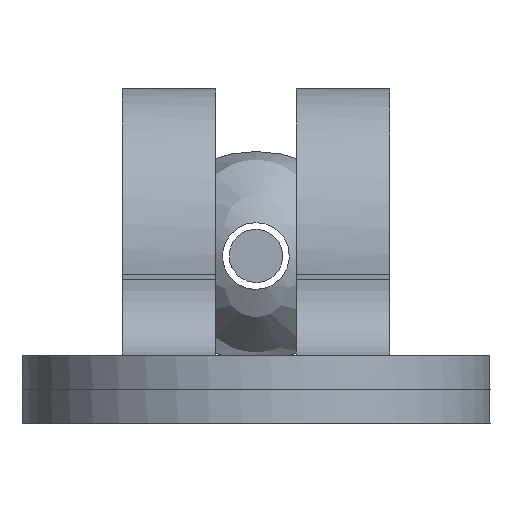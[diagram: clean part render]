
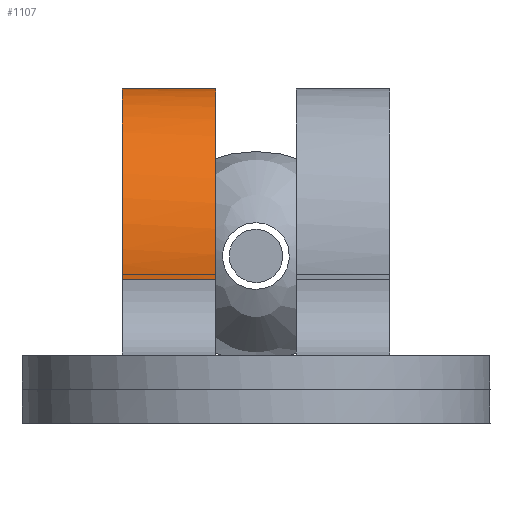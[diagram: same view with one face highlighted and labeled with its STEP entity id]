
A CAD part, left-side view. The second image highlights one B-rep face of the part: STEP entity #1107.
In plain terms, the highlighted free-form (B-spline) face has degree [1, 2] with [2, 7] control points.
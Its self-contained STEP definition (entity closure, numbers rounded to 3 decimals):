
#355=CARTESIAN_POINT('',(0.4,-0.6,-2.5));
#356=VERTEX_POINT('',#355);
#376=CARTESIAN_POINT('',(2.875,-0.6,-0.35));
#377=VERTEX_POINT('',#376);
#378=CARTESIAN_POINT('',(2.875,-0.6,-0.35));
#379=CARTESIAN_POINT('',(3.118,-0.6,1.368));
#380=CARTESIAN_POINT('',(1.594,-0.6,2.196));
#381=CARTESIAN_POINT('',(0.07,-0.6,3.025));
#382=CARTESIAN_POINT('',(-1.239,-0.6,1.887));
#383=CARTESIAN_POINT('',(-2.549,-0.6,0.75));
#384=CARTESIAN_POINT('',(-1.942,-0.6,-0.875));
#385=CARTESIAN_POINT('',(-1.335,-0.6,-2.5));
#386=CARTESIAN_POINT('',(0.4,-0.6,-2.5));
#394=(BOUNDED_CURVE()B_SPLINE_CURVE(2,(#378,#379,#380,#381,#382,#383,#384,#385,#386),.UNSPECIFIED.,.F.,.U.)B_SPLINE_CURVE_WITH_KNOTS((3,2,2,2,3),(0.0,0.25,0.5,0.75,1.0),.UNSPECIFIED.)CURVE()GEOMETRIC_REPRESENTATION_ITEM()RATIONAL_B_SPLINE_CURVE((1.0,0.822,1.0,0.822,1.0,0.822,1.0,0.822,1.0))REPRESENTATION_ITEM(''));
#395=EDGE_CURVE('',#377,#356,#394,.T.);
#565=CARTESIAN_POINT('',(2.875,-2.,-0.35));
#566=VERTEX_POINT('',#565);
#567=CARTESIAN_POINT('',(2.875,-0.6,-0.35));
#568=CARTESIAN_POINT('',(2.875,-2.,-0.35));
#569=QUASI_UNIFORM_CURVE('',1,(#567,#568),.UNSPECIFIED.,.F.,.U.);
#570=EDGE_CURVE('',#377,#566,#569,.T.);
#596=CARTESIAN_POINT('',(0.4,-2.,-2.5));
#597=VERTEX_POINT('',#596);
#598=CARTESIAN_POINT('',(0.4,-2.,-2.5));
#599=CARTESIAN_POINT('',(-1.335,-2.,-2.5));
#600=CARTESIAN_POINT('',(-1.942,-2.,-0.875));
#601=CARTESIAN_POINT('',(-2.549,-2.,0.75));
#602=CARTESIAN_POINT('',(-1.239,-2.,1.887));
#603=CARTESIAN_POINT('',(0.07,-2.,3.025));
#604=CARTESIAN_POINT('',(1.594,-2.,2.196));
#605=CARTESIAN_POINT('',(3.118,-2.,1.368));
#606=CARTESIAN_POINT('',(2.875,-2.,-0.35));
#614=(BOUNDED_CURVE()B_SPLINE_CURVE(2,(#598,#599,#600,#601,#602,#603,#604,#605,#606),.UNSPECIFIED.,.F.,.U.)B_SPLINE_CURVE_WITH_KNOTS((3,2,2,2,3),(0.0,0.25,0.5,0.75,1.0),.UNSPECIFIED.)CURVE()GEOMETRIC_REPRESENTATION_ITEM()RATIONAL_B_SPLINE_CURVE((1.0,0.822,1.0,0.822,1.0,0.822,1.0,0.822,1.0))REPRESENTATION_ITEM(''));
#615=EDGE_CURVE('',#597,#566,#614,.T.);
#996=CARTESIAN_POINT('',(0.4,-0.6,-2.5));
#997=CARTESIAN_POINT('',(0.4,-2.,-2.5));
#998=QUASI_UNIFORM_CURVE('',1,(#996,#997),.UNSPECIFIED.,.F.,.U.);
#999=EDGE_CURVE('',#356,#597,#998,.T.);
#1079=CARTESIAN_POINT('',(0.507,-0.565,-2.498));
#1080=CARTESIAN_POINT('',(0.507,-2.036,-2.498));
#1081=CARTESIAN_POINT('',(-2.219,-0.565,-2.614));
#1082=CARTESIAN_POINT('',(-2.219,-2.036,-2.614));
#1083=CARTESIAN_POINT('',(-2.098,-0.565,0.111));
#1084=CARTESIAN_POINT('',(-2.098,-2.036,0.111));
#1085=CARTESIAN_POINT('',(-1.976,-0.565,2.837));
#1086=CARTESIAN_POINT('',(-1.976,-2.036,2.837));
#1087=CARTESIAN_POINT('',(0.728,-0.565,2.478));
#1088=CARTESIAN_POINT('',(0.728,-2.036,2.478));
#1089=CARTESIAN_POINT('',(3.433,-0.565,2.12));
#1090=CARTESIAN_POINT('',(3.433,-2.036,2.12));
#1091=CARTESIAN_POINT('',(2.84,-0.565,-0.543));
#1092=CARTESIAN_POINT('',(2.84,-2.036,-0.543));
#1100=(BOUNDED_SURFACE()B_SPLINE_SURFACE(1,2,((#1079,#1081,#1083,#1085,#1087,#1089,#1091),(#1080,#1082,#1084,#1086,#1088,#1090,#1092)),.UNSPECIFIED.,.F.,.F.,.U.)B_SPLINE_SURFACE_WITH_KNOTS((2,2),(3,2,2,3),(0.0,1.0),(0.0,4.4,8.8,13.2),.UNSPECIFIED.)GEOMETRIC_REPRESENTATION_ITEM()RATIONAL_B_SPLINE_SURFACE(((1.0,0.676,1.0,0.676,1.0,0.676,1.0),(1.0,0.676,1.0,0.676,1.0,0.676,1.0)))REPRESENTATION_ITEM('')SURFACE());
#1101=ORIENTED_EDGE('',*,*,#570,.F.);
#1102=ORIENTED_EDGE('',*,*,#395,.T.);
#1103=ORIENTED_EDGE('',*,*,#999,.T.);
#1104=ORIENTED_EDGE('',*,*,#615,.T.);
#1105=EDGE_LOOP('',(#1101,#1102,#1103,#1104));
#1106=FACE_OUTER_BOUND('',#1105,.T.);
#1107=ADVANCED_FACE('',(#1106),#1100,.T.);
